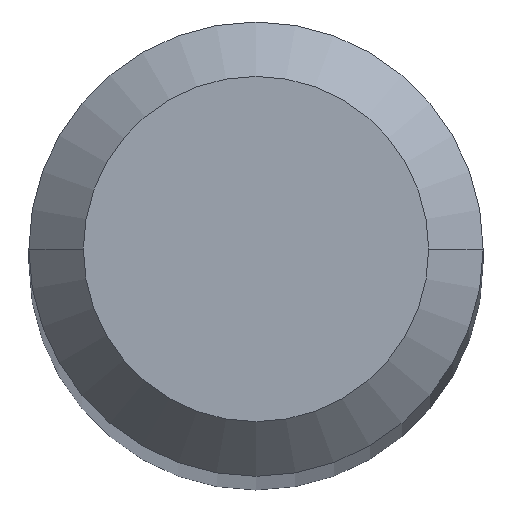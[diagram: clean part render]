
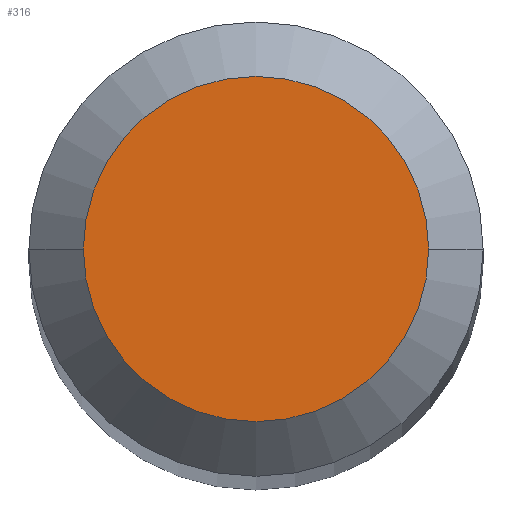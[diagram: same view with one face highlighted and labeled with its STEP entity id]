
A CAD part, top view. The second image highlights one B-rep face of the part: STEP entity #316.
In plain terms, the highlighted planar face has unit normal (0, 0, 1).
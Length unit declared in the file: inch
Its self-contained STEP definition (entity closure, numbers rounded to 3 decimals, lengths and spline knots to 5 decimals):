
#36 = DIRECTION ( 'NONE',  ( 0., 0., 1. ) ) ;
#60 = CARTESIAN_POINT ( 'NONE',  ( 0.0475, 0., 0. ) ) ;
#74 = ORIENTED_EDGE ( 'NONE', *, *, #260, .T. ) ;
#104 = DIRECTION ( 'NONE',  ( 1., 0., 0. ) ) ;
#119 = CIRCLE ( 'NONE', #125, 0.0475 ) ;
#125 = AXIS2_PLACEMENT_3D ( 'NONE', #150, #396, #174 ) ;
#148 = VERTEX_POINT ( 'NONE', #381 ) ;
#150 = CARTESIAN_POINT ( 'NONE',  ( 0., 0., 0. ) ) ;
#151 = VERTEX_POINT ( 'NONE', #60 ) ;
#157 = AXIS2_PLACEMENT_3D ( 'NONE', #460, #36, #104 ) ;
#174 = DIRECTION ( 'NONE',  ( 1., 0., 0. ) ) ;
#179 = CARTESIAN_POINT ( 'NONE',  ( 0., 0.0475, 0. ) ) ;
#213 = DIRECTION ( 'NONE',  ( -1., 0., 0. ) ) ;
#260 = EDGE_CURVE ( 'NONE', #148, #151, #328, .T. ) ;
#290 = EDGE_CURVE ( 'NONE', #151, #148, #119, .T. ) ;
#314 = AXIS2_PLACEMENT_3D ( 'NONE', #179, #317, #213 ) ;
#316 = ADVANCED_FACE ( 'NONE', ( #330 ), #432, .F. ) ;
#317 = DIRECTION ( 'NONE',  ( 0., 0., -1. ) ) ;
#323 = EDGE_LOOP ( 'NONE', ( #74, #374 ) ) ;
#328 = CIRCLE ( 'NONE', #157, 0.0475 ) ;
#330 = FACE_OUTER_BOUND ( 'NONE', #323, .T. ) ;
#374 = ORIENTED_EDGE ( 'NONE', *, *, #290, .T. ) ;
#381 = CARTESIAN_POINT ( 'NONE',  ( -0.0475, 0., 0. ) ) ;
#396 = DIRECTION ( 'NONE',  ( 0., 0., 1. ) ) ;
#432 = PLANE ( 'NONE',  #314 ) ;
#460 = CARTESIAN_POINT ( 'NONE',  ( 0., 0., 0. ) ) ;
